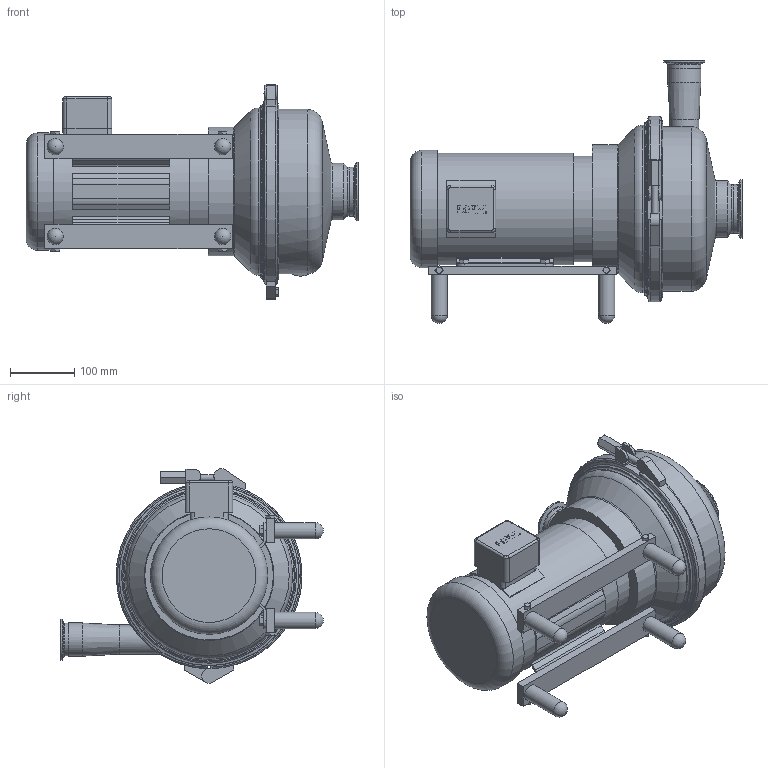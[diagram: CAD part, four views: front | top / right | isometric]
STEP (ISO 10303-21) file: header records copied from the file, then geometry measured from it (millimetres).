
FILE_DESCRIPTION(/* description */ (''),/* implementation_level */ '2;1');
FILE_NAME(/* name */ 'W+_W+55-60_143TC_3.0x2.0_S-Line_1HP_SM.stp',/* time_stamp */ '2020-11-04T15:16:33+06:00',/* author */ ('KRXREM'),/* organization */ (''),/* preprocessor_version */ 'ST-DEVELOPER v17',/* originating_system */ 'Autodesk Inventor 2018',/* authorisation */ '');
FILE_SCHEMA (('AP203_CONFIGURATION_CONTROLLED_3D_DESIGN_OF_MECHANICAL_PARTS_AND_ASSEMBLIES_MIM_LF { 1 0 10303 203 3 1 4 }','AUTOMOTIVE_DESIGN { 1 0 10303 214 3 1 1 }'));
Length unit declared in the file: inch
Products named in the file (1): W+_W+55-60_143TC_3.0x2.0_S-Line_1HP_SM
Bounding box: 516.42 x 408.7 x 333.81 mm (x, y, z)
Volume: 16558794.8 mm3; surface area: 729230.8 mm2
Topology: 2 solids, 2 shells, 399 faces, 1062 edges, 686 vertices
Faces by surface type: plane 210, cone 72, cylinder 65, bspline 29, torus 19, sphere 4
Full cylindrical faces by diameter (mm): 10 x1, 25.4 x4, 45.6 x1, 47.498 x1, 50.927 x1, 51.6 x1, 63.881 x1, 71.984 x1, 76.1 x1, 76.327 x1, 88.1 x1, 90.907 x1, 164.846 x1, 172.974 x1, 182.626 x1, 200 x1, 256 x1, 260 x1, 268.461 x1, 280 x2
Entity records: 12962 total; most frequent: CARTESIAN_POINT 2958, ORIENTED_EDGE 2116, DIRECTION 1960, EDGE_CURVE 1058, AXIS2_PLACEMENT_3D 705, VERTEX_POINT 686, LINE 550, VECTOR 550
